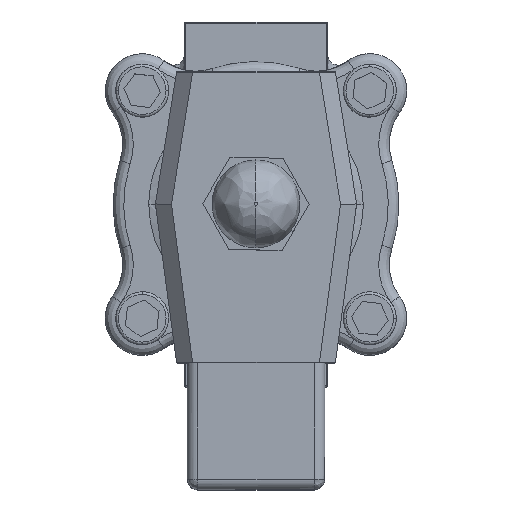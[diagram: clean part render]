
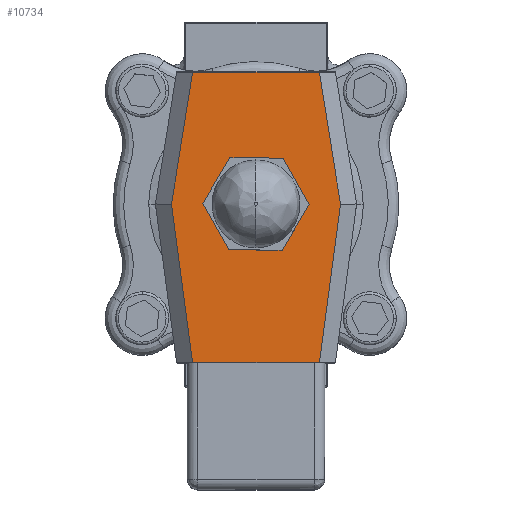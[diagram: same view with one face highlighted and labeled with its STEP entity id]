
A CAD part, top view. The second image highlights one B-rep face of the part: STEP entity #10734.
In plain terms, the highlighted free-form (B-spline) face has degree [1, 1] with [2, 2] control points.
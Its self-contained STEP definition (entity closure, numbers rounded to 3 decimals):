
#10734 = ADVANCED_FACE('',(#10735),#10779,.T.);
#10735 = FACE_BOUND('',#10736,.T.);
#10736 = EDGE_LOOP('',(#10737,#10746,#10753,#10760,#10767,#10774));
#10737 = ORIENTED_EDGE('',*,*,#10738,.T.);
#10738 = EDGE_CURVE('',#10739,#10741,#10743,.T.);
#10739 = VERTEX_POINT('',#10740);
#10740 = CARTESIAN_POINT('',(13.247,27.538,
    83.499));
#10741 = VERTEX_POINT('',#10742);
#10742 = CARTESIAN_POINT('',(-13.247,27.538,
    83.499));
#10743 = B_SPLINE_CURVE_WITH_KNOTS('',1,(#10744,#10745),.UNSPECIFIED.,
  .F.,.F.,(2,2),(0.,23.956),.PIECEWISE_BEZIER_KNOTS.);
#10744 = CARTESIAN_POINT('',(13.247,27.538,
    83.499));
#10745 = CARTESIAN_POINT('',(-13.247,27.538,
    83.499));
#10746 = ORIENTED_EDGE('',*,*,#10747,.T.);
#10747 = EDGE_CURVE('',#10741,#10748,#10750,.T.);
#10748 = VERTEX_POINT('',#10749);
#10749 = CARTESIAN_POINT('',(-17.66,-0.044,
    83.499));
#10750 = B_SPLINE_CURVE_WITH_KNOTS('',1,(#10751,#10752),.UNSPECIFIED.,
  .F.,.F.,(2,2),(0.,25.257),.PIECEWISE_BEZIER_KNOTS.);
#10751 = CARTESIAN_POINT('',(-13.247,27.538,
    83.499));
#10752 = CARTESIAN_POINT('',(-17.66,-0.044,
    83.499));
#10753 = ORIENTED_EDGE('',*,*,#10754,.T.);
#10754 = EDGE_CURVE('',#10748,#10755,#10757,.T.);
#10755 = VERTEX_POINT('',#10756);
#10756 = CARTESIAN_POINT('',(-13.257,-33.068,
    83.499));
#10757 = B_SPLINE_CURVE_WITH_KNOTS('',1,(#10758,#10759),.UNSPECIFIED.,
  .F.,.F.,(2,2),(0.,30.125),.PIECEWISE_BEZIER_KNOTS.);
#10758 = CARTESIAN_POINT('',(-17.66,-0.044,
    83.499));
#10759 = CARTESIAN_POINT('',(-13.257,-33.068,
    83.499));
#10760 = ORIENTED_EDGE('',*,*,#10761,.T.);
#10761 = EDGE_CURVE('',#10755,#10762,#10764,.T.);
#10762 = VERTEX_POINT('',#10763);
#10763 = CARTESIAN_POINT('',(13.257,-33.068,
    83.499));
#10764 = B_SPLINE_CURVE_WITH_KNOTS('',1,(#10765,#10766),.UNSPECIFIED.,
  .F.,.F.,(2,2),(0.,23.974),.PIECEWISE_BEZIER_KNOTS.);
#10765 = CARTESIAN_POINT('',(-13.257,-33.068,
    83.499));
#10766 = CARTESIAN_POINT('',(13.257,-33.068,
    83.499));
#10767 = ORIENTED_EDGE('',*,*,#10768,.T.);
#10768 = EDGE_CURVE('',#10762,#10769,#10771,.T.);
#10769 = VERTEX_POINT('',#10770);
#10770 = CARTESIAN_POINT('',(17.66,-0.044,
    83.499));
#10771 = B_SPLINE_CURVE_WITH_KNOTS('',1,(#10772,#10773),.UNSPECIFIED.,
  .F.,.F.,(2,2),(0.,30.125),.PIECEWISE_BEZIER_KNOTS.);
#10772 = CARTESIAN_POINT('',(13.257,-33.068,
    83.499));
#10773 = CARTESIAN_POINT('',(17.66,-0.044,
    83.499));
#10774 = ORIENTED_EDGE('',*,*,#10775,.T.);
#10775 = EDGE_CURVE('',#10769,#10739,#10776,.T.);
#10776 = B_SPLINE_CURVE_WITH_KNOTS('',1,(#10777,#10778),.UNSPECIFIED.,
  .F.,.F.,(2,2),(0.,25.257),.PIECEWISE_BEZIER_KNOTS.);
#10777 = CARTESIAN_POINT('',(17.66,-0.044,
    83.499));
#10778 = CARTESIAN_POINT('',(13.247,27.538,
    83.499));
#10779 = B_SPLINE_SURFACE_WITH_KNOTS('',1,1,(
    (#10780,#10781)
    ,(#10782,#10783
    )),.UNSPECIFIED.,.F.,.F.,.F.,(2,2),(2,2),(0.,1.),(0.,1.),
  .PIECEWISE_BEZIER_KNOTS.);
#10780 = CARTESIAN_POINT('',(-17.66,27.538,
    83.499));
#10781 = CARTESIAN_POINT('',(17.66,27.538,
    83.499));
#10782 = CARTESIAN_POINT('',(-17.66,-33.068,
    83.499));
#10783 = CARTESIAN_POINT('',(17.66,-33.068,
    83.499));
